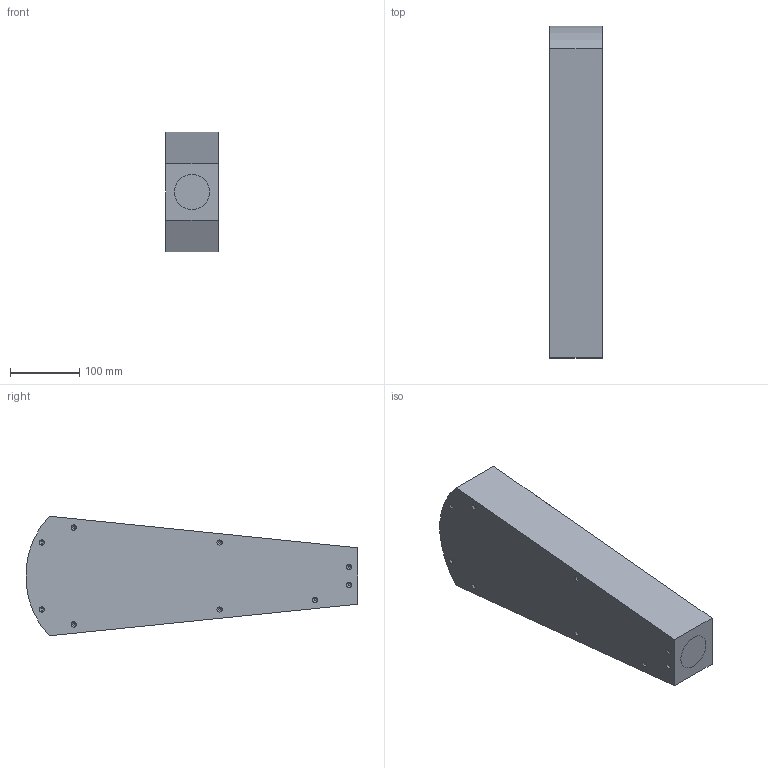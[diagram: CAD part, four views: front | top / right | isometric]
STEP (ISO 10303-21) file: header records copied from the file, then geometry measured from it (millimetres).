
FILE_DESCRIPTION (( 'STEP AP203' ), '1' );
FILE_NAME ('Pieza_4_1_Predeterminado_sldprt.STEP', '2021-12-14T20:28:29', ( 'China' ), ( 'Home' ), 'SwSTEP 2.0', 'SolidWorks 2020', '' );
FILE_SCHEMA (( 'CONFIG_CONTROL_DESIGN' ));
Length unit declared in the file: inch
Products named in the file (1): Pieza_4_1_Predeterminado_sldprt
Bounding box: 76.2 x 478.35 x 172.27 mm (x, y, z)
Volume: 4602512.6 mm3; surface area: 209952.7 mm2
Topology: 1 solids, 1 shells, 54 faces, 108 edges, 72 vertices
Faces by surface type: cone 30, plane 23, cylinder 1
Entity records: 1517 total; most frequent: DIRECTION 284, CARTESIAN_POINT 235, ORIENTED_EDGE 216, AXIS2_PLACEMENT_3D 121, EDGE_CURVE 108, VERTEX_POINT 72, EDGE_LOOP 70, CIRCLE 66
